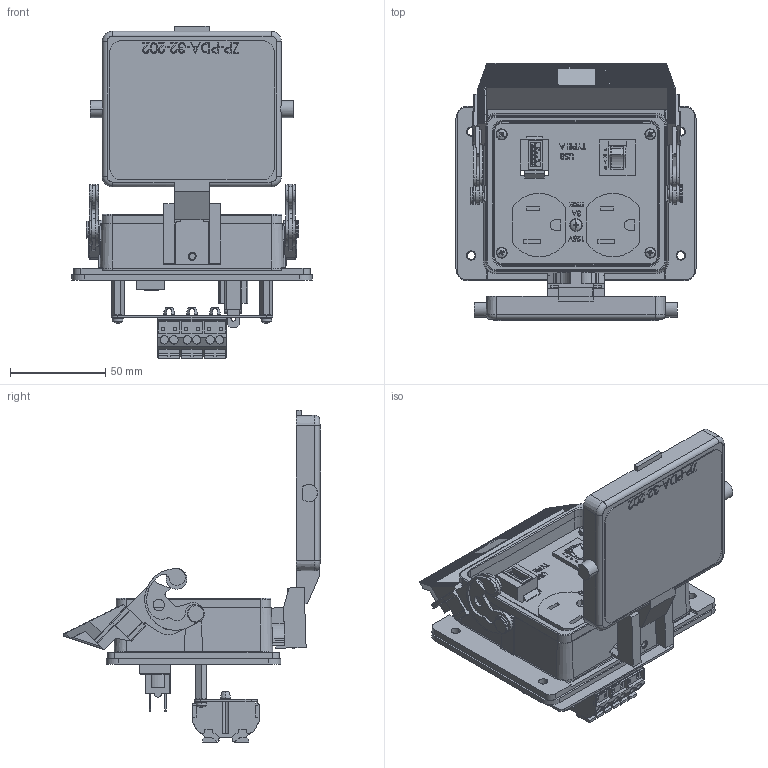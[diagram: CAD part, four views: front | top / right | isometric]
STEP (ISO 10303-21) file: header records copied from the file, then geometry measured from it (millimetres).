
FILE_DESCRIPTION (( 'STEP AP214' ), '1' );
FILE_NAME ('ZP-PDA-32-202.step', '2018-09-05T17:10:04', ( '' ), ( '' ), 'SwSTEP 2.0', 'SolidWorks 2017', '' );
FILE_SCHEMA (( 'AUTOMOTIVE_DESIGN' ));
Length unit declared in the file: inch
Products named in the file (1): ZP-PDA-32-202
Bounding box: 125.98 x 134.96 x 174.16 mm (x, y, z)
Volume: 218495.2 mm3; surface area: 121712.6 mm2
Topology: 1 solids, 20 shells, 3600 faces, 9646 edges, 6267 vertices
Faces by surface type: plane 2349, cylinder 746, bspline 387, cone 58, torus 46, sphere 14
Entity records: 162078 total; most frequent: CARTESIAN_POINT 42843, ORIENTED_EDGE 19284, DIRECTION 16639, EDGE_CURVE 9642, VECTOR 6881, LINE 6881, VERTEX_POINT 6267, AXIS2_PLACEMENT_3D 4879
